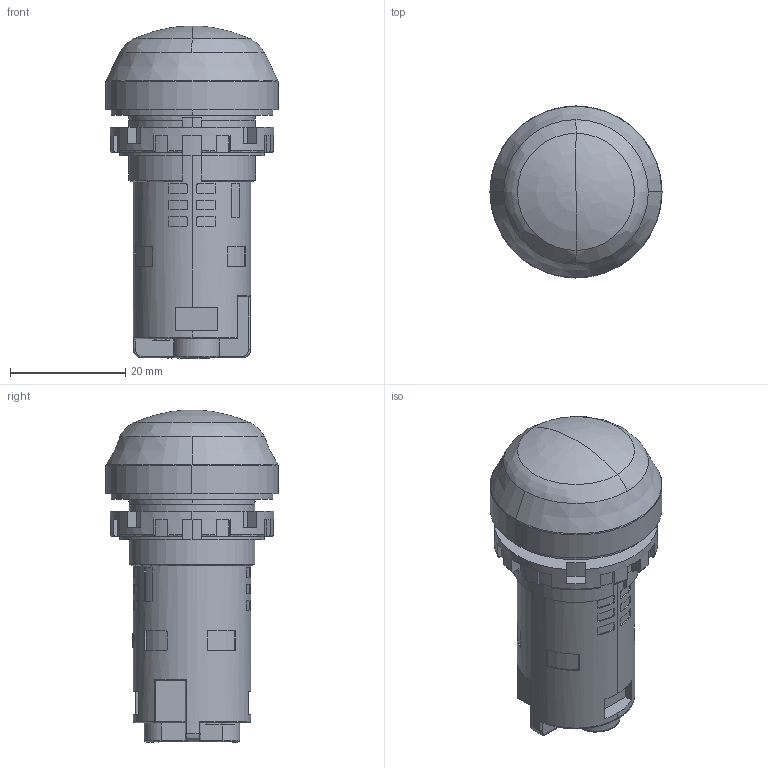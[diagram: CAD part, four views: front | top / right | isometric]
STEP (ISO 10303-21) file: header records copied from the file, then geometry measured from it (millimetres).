
FILE_DESCRIPTION (( 'STEP AP214' ), '1' );
FILE_NAME ('71_AP22M-2Q#$.STEP', '2020-10-27T07:39:23', ( 'IDEC' ), ( 'IDEC' ), 'SwSTEP 2.0', 'SolidWorks 2019', '' );
FILE_SCHEMA (( 'AUTOMOTIVE_DESIGN' ));
Length unit declared in the file: millimetre
Products named in the file (3): AP22M; 22-NUT; 71_AP22M-2Q#$
Assembly tree (2 placements, depth 2):
  71_AP22M-2Q#$
    AP22M
    22-NUT
Bounding box: 29.8 x 29.8 x 57.5 mm (x, y, z)
Volume: 22628.3 mm3; surface area: 7362.9 mm2
Topology: 4 solids, 4 shells, 604 faces, 1629 edges, 1068 vertices
Faces by surface type: plane 302, cylinder 199, bspline 90, cone 13
Entity records: 22790 total; most frequent: CARTESIAN_POINT 8215, ORIENTED_EDGE 3250, DIRECTION 2693, EDGE_CURVE 1625, VERTEX_POINT 1068, AXIS2_PLACEMENT_3D 910, VECTOR 873, LINE 873
